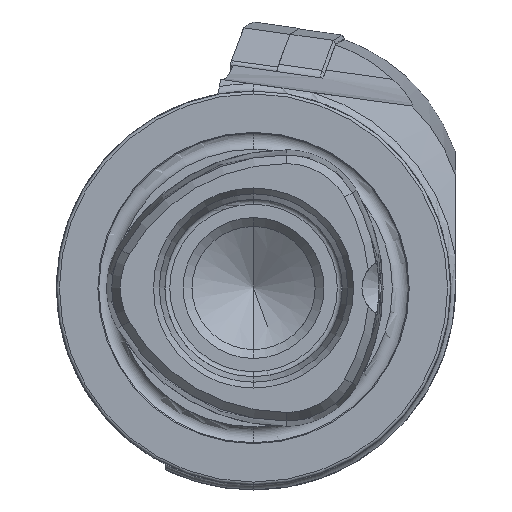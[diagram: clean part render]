
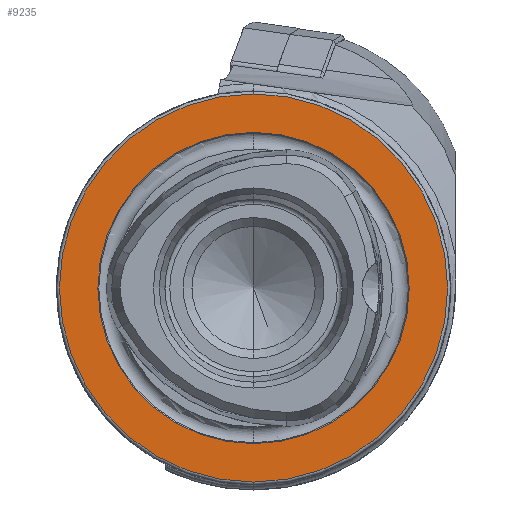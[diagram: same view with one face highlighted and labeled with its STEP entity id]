
A CAD part, left-side view. The second image highlights one B-rep face of the part: STEP entity #9235.
In plain terms, the highlighted planar face has unit normal (-1, 0, 0).
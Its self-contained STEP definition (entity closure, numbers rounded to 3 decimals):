
#73 = CARTESIAN_POINT ( 'NONE',  ( 0., 0., 15.8 ) ) ;
#74 = CARTESIAN_POINT ( 'NONE',  ( 0., 0., -15.8 ) ) ;
#75 = CARTESIAN_POINT ( 'NONE',  ( 0., 0., 19.7 ) ) ;
#79 = CARTESIAN_POINT ( 'NONE',  ( 0., 0., -19.7 ) ) ;
#299 = CIRCLE ( 'NONE', #10763, 15.8 ) ;
#304 = CIRCLE ( 'NONE', #10766, 19.7 ) ;
#1713 = CARTESIAN_POINT ( 'NONE',  ( 0., 0., 0. ) ) ;
#1714 = DIRECTION ( 'NONE',  ( -1., 0., 0. ) ) ;
#1715 = DIRECTION ( 'NONE',  ( 0., 0., 1. ) ) ;
#1717 = CARTESIAN_POINT ( 'NONE',  ( 0., 0., 0. ) ) ;
#1718 = DIRECTION ( 'NONE',  ( -1., 0., 0. ) ) ;
#1719 = DIRECTION ( 'NONE',  ( 0., 0., 1. ) ) ;
#2270 = EDGE_CURVE ( 'NONE', #4159, #4158, #4784, .T. ) ;
#2271 = EDGE_CURVE ( 'NONE', #4155, #4151, #4783, .T. ) ;
#2623 = CARTESIAN_POINT ( 'NONE',  ( 0., 0., 0. ) ) ;
#2624 = DIRECTION ( 'NONE',  ( -1., 0., 0. ) ) ;
#2625 = DIRECTION ( 'NONE',  ( 0., 0., 1. ) ) ;
#2634 = CARTESIAN_POINT ( 'NONE',  ( 0., 0., 0. ) ) ;
#2635 = DIRECTION ( 'NONE',  ( -1., 0., 0. ) ) ;
#2636 = DIRECTION ( 'NONE',  ( 0., 0., 1. ) ) ;
#4151 = VERTEX_POINT ( 'NONE', #74 ) ;
#4155 = VERTEX_POINT ( 'NONE', #73 ) ;
#4158 = VERTEX_POINT ( 'NONE', #75 ) ;
#4159 = VERTEX_POINT ( 'NONE', #79 ) ;
#4645 = CARTESIAN_POINT ( 'NONE',  ( 0., 15.8, 0. ) ) ;
#4648 = PLANE ( 'NONE',  #8269 ) ;
#4650 = DIRECTION ( 'NONE',  ( 1., 0., 0. ) ) ;
#4651 = DIRECTION ( 'NONE',  ( 0., 0., -1. ) ) ;
#4783 = CIRCLE ( 'NONE', #7305, 15.8 ) ;
#4784 = CIRCLE ( 'NONE', #7304, 19.7 ) ;
#5171 = EDGE_LOOP ( 'NONE', ( #11355, #11357 ) ) ;
#5172 = EDGE_LOOP ( 'NONE', ( #11351, #11353 ) ) ;
#7037 = EDGE_CURVE ( 'NONE', #4151, #4155, #299, .T. ) ;
#7041 = EDGE_CURVE ( 'NONE', #4158, #4159, #304, .T. ) ;
#7304 = AXIS2_PLACEMENT_3D ( 'NONE', #1713, #1714, #1715 ) ;
#7305 = AXIS2_PLACEMENT_3D ( 'NONE', #1717, #1718, #1719 ) ;
#7779 = FACE_OUTER_BOUND ( 'NONE', #5171, .T. ) ;
#7787 = FACE_BOUND ( 'NONE', #5172, .T. ) ;
#8269 = AXIS2_PLACEMENT_3D ( 'NONE', #4645, #4650, #4651 ) ;
#9235 = ADVANCED_FACE ( 'NONE', ( #7787, #7779 ), #4648, .F. ) ;
#10763 = AXIS2_PLACEMENT_3D ( 'NONE', #2623, #2624, #2625 ) ;
#10766 = AXIS2_PLACEMENT_3D ( 'NONE', #2634, #2635, #2636 ) ;
#11351 = ORIENTED_EDGE ( 'NONE', *, *, #2271, .F. ) ;
#11353 = ORIENTED_EDGE ( 'NONE', *, *, #7037, .F. ) ;
#11355 = ORIENTED_EDGE ( 'NONE', *, *, #7041, .T. ) ;
#11357 = ORIENTED_EDGE ( 'NONE', *, *, #2270, .T. ) ;
